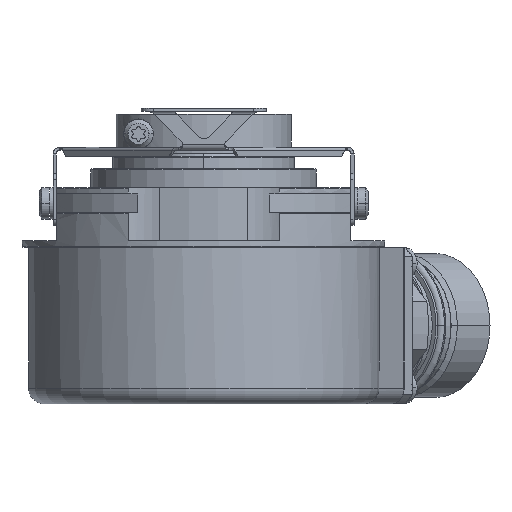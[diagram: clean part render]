
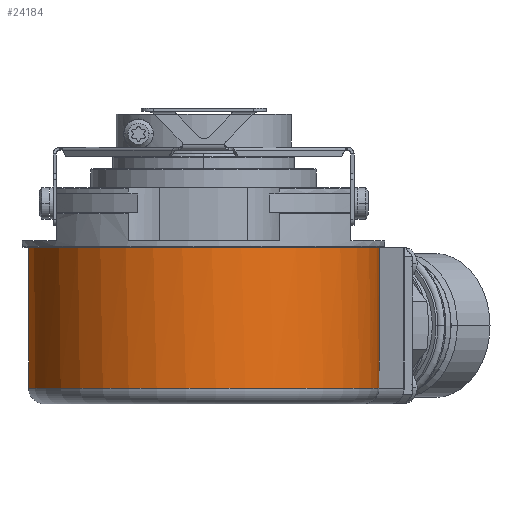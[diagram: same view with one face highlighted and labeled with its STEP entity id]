
A CAD part, front view. The second image highlights one B-rep face of the part: STEP entity #24184.
In plain terms, the highlighted cylindrical face has radius 28 mm (diameter 56 mm), a partial arc.
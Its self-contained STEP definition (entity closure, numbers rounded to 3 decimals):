
#7838=CARTESIAN_POINT('',(0.,0.,3.8));
#7839=DIRECTION('',(0.,0.,-1.));
#7840=DIRECTION('',(0.98,0.201,0.));
#7841=AXIS2_PLACEMENT_3D('',#7838,#7839,#7840);
#7857=DIRECTION('',(0.,0.,1.));
#7858=VECTOR('',#7857,22.5);
#7859=CARTESIAN_POINT('',(27.426,5.639,-18.7));
#7860=LINE('',#7859,#7858);
#8014=DIRECTION('',(0.,0.,-1.));
#8015=VECTOR('',#8014,22.5);
#8016=CARTESIAN_POINT('',(0.791,27.989,3.8));
#8017=LINE('',#8016,#8015);
#8027=CARTESIAN_POINT('',(0.,0.,3.8));
#8028=DIRECTION('',(0.,0.,-1.));
#8029=DIRECTION('',(1.,0.,0.));
#8030=AXIS2_PLACEMENT_3D('',#8027,#8028,#8029);
#8062=CARTESIAN_POINT('',(0.,0.,-18.7));
#8063=DIRECTION('',(0.,0.,-1.));
#8064=DIRECTION('',(0.98,0.201,0.));
#8065=AXIS2_PLACEMENT_3D('',#8062,#8063,#8064);
#10533=CARTESIAN_POINT('',(0.791,27.989,-18.7));
#10534=VERTEX_POINT('',#10533);
#10537=CARTESIAN_POINT('',(27.426,5.639,-18.7));
#10538=VERTEX_POINT('',#10537);
#10594=CARTESIAN_POINT('',(27.426,5.639,3.8));
#10595=CARTESIAN_POINT('',(28.,0.,3.8));
#10596=VERTEX_POINT('',#10594);
#10597=VERTEX_POINT('',#10595);
#10598=CARTESIAN_POINT('',(0.791,27.989,3.8));
#10599=VERTEX_POINT('',#10598);
#24168=CARTESIAN_POINT('',(0.,0.,5.05));
#24169=DIRECTION('',(0.,0.,-1.));
#24170=DIRECTION('',(-0.643,-0.766,0.));
#24171=AXIS2_PLACEMENT_3D('',#24168,#24169,#24170);
#24172=CYLINDRICAL_SURFACE('',#24171,28.);
#24173=ORIENTED_EDGE('',*,*,#24151,.F.);
#24175=ORIENTED_EDGE('',*,*,#24174,.F.);
#24177=ORIENTED_EDGE('',*,*,#24176,.T.);
#24179=ORIENTED_EDGE('',*,*,#24178,.F.);
#24181=ORIENTED_EDGE('',*,*,#24180,.F.);
#24182=EDGE_LOOP('',(#24173,#24175,#24177,#24179,#24181));
#24183=FACE_OUTER_BOUND('',#24182,.F.);
#7842=CIRCLE('',#7841,28.);
#8031=CIRCLE('',#8030,28.);
#8066=CIRCLE('',#8065,28.);
#24151=EDGE_CURVE('',#10596,#10597,#7842,.T.);
#24174=EDGE_CURVE('',#10538,#10596,#7860,.T.);
#24176=EDGE_CURVE('',#10538,#10534,#8066,.T.);
#24178=EDGE_CURVE('',#10599,#10534,#8017,.T.);
#24180=EDGE_CURVE('',#10597,#10599,#8031,.T.);
#24184=ADVANCED_FACE('',(#24183),#24172,.T.);
